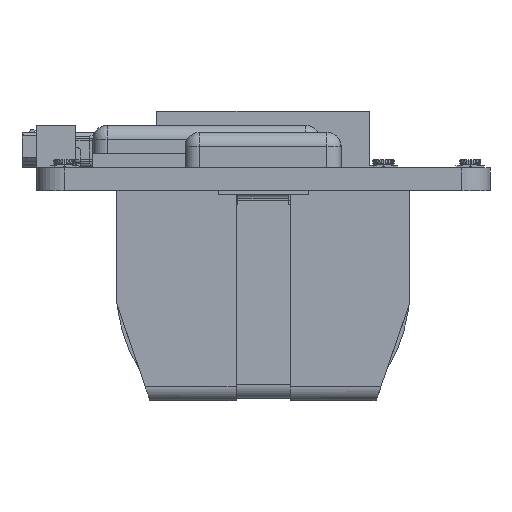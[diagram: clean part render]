
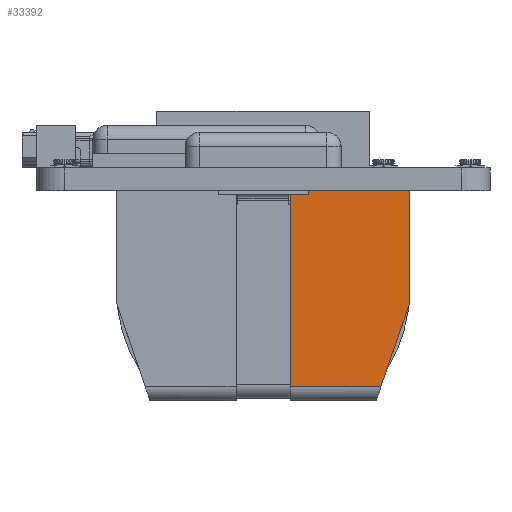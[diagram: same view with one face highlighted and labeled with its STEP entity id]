
A CAD part, front view. The second image highlights one B-rep face of the part: STEP entity #33392.
In plain terms, the highlighted face is planar.
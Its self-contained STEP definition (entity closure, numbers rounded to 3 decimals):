
#3346=FACE_OUTER_BOUND('',#5130,.T.);
#5130=EDGE_LOOP('',(#29048,#29049,#29050,#29051,#29052));
#7947=LINE('',#56730,#11455);
#8031=LINE('',#56967,#11539);
#8671=LINE('',#63391,#12179);
#8672=LINE('',#63393,#12180);
#8673=LINE('',#63394,#12181);
#11455=VECTOR('',#41698,1000.);
#11539=VECTOR('',#41894,1000.);
#12179=VECTOR('',#43070,1000.);
#12180=VECTOR('',#43071,1000.);
#12181=VECTOR('',#43072,1000.);
#15651=VERTEX_POINT('',#56726);
#15653=VERTEX_POINT('',#56729);
#15710=VERTEX_POINT('',#56966);
#16084=VERTEX_POINT('',#63390);
#16085=VERTEX_POINT('',#63392);
#19790=EDGE_CURVE('',#15653,#15651,#7947,.T.);
#19893=EDGE_CURVE('',#15710,#15651,#8031,.T.);
#20640=EDGE_CURVE('',#15653,#16084,#8671,.T.);
#20641=EDGE_CURVE('',#16085,#15710,#8672,.T.);
#20642=EDGE_CURVE('',#16084,#16085,#8673,.T.);
#29048=ORIENTED_EDGE('',*,*,#20640,.F.);
#29049=ORIENTED_EDGE('',*,*,#19790,.T.);
#29050=ORIENTED_EDGE('',*,*,#19893,.F.);
#29051=ORIENTED_EDGE('',*,*,#20641,.F.);
#29052=ORIENTED_EDGE('',*,*,#20642,.F.);
#31791=PLANE('',#35669);
#33392=ADVANCED_FACE('',(#3346),#31791,.F.);
#35669=AXIS2_PLACEMENT_3D('',#63389,#43068,#43069);
#41698=DIRECTION('',(1.,0.,0.));
#41894=DIRECTION('',(-0.326,0.945,0.017));
#43068=DIRECTION('center_axis',(0.,-0.017,1.));
#43069=DIRECTION('ref_axis',(-1.,0.,0.));
#43070=DIRECTION('',(0.,-1.,-0.017));
#43071=DIRECTION('',(0.,1.,0.017));
#43072=DIRECTION('',(1.,0.,0.));
#56726=CARTESIAN_POINT('',(8.307,13.861,-38.285));
#56729=CARTESIAN_POINT('',(1.905,13.861,-38.285));
#56730=CARTESIAN_POINT('',(7.964,13.861,-38.285));
#56966=CARTESIAN_POINT('',(10.325,8.001,-38.387));
#56967=CARTESIAN_POINT('',(10.326,7.998,-38.387));
#63389=CARTESIAN_POINT('Origin',(7.964,14.859,-38.268));
#63390=CARTESIAN_POINT('',(1.905,0.,-38.527));
#63391=CARTESIAN_POINT('',(1.905,14.859,-38.268));
#63392=CARTESIAN_POINT('',(10.325,0.,-38.527));
#63393=CARTESIAN_POINT('',(10.325,14.859,-38.268));
#63394=CARTESIAN_POINT('',(7.964,0.,-38.527));
